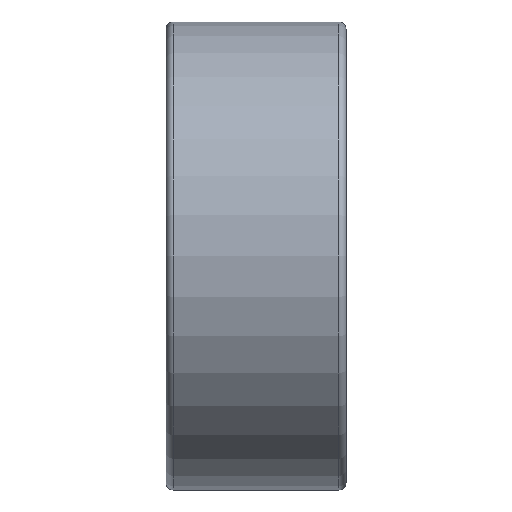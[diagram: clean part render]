
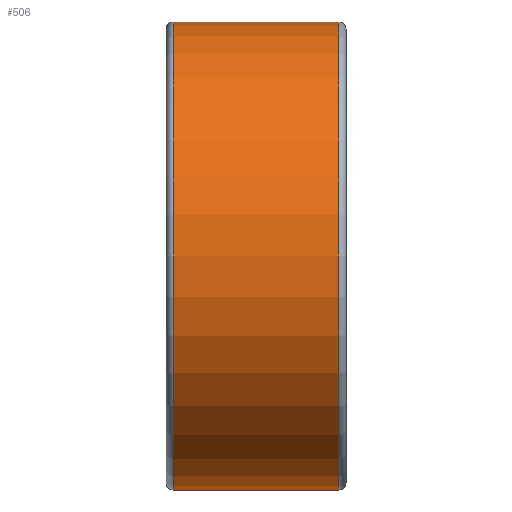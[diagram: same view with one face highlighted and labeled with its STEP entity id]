
A CAD part, front view. The second image highlights one B-rep face of the part: STEP entity #506.
In plain terms, the highlighted cylindrical face has radius 26 mm (diameter 52 mm), a full revolution.
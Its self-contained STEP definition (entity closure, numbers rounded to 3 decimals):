
#141=CYLINDRICAL_SURFACE('',#594,26.);
#153=LINE('',#930,#166);
#166=VECTOR('',#737,26.);
#197=FACE_OUTER_BOUND('',#229,.T.);
#229=EDGE_LOOP('',(#425,#426,#427,#428,#429,#430));
#267=CIRCLE('',#591,26.);
#268=CIRCLE('',#592,26.);
#270=CIRCLE('',#595,26.);
#271=CIRCLE('',#596,26.);
#305=VERTEX_POINT('',#921);
#306=VERTEX_POINT('',#922);
#307=VERTEX_POINT('',#927);
#308=VERTEX_POINT('',#928);
#347=EDGE_CURVE('',#305,#306,#267,.T.);
#348=EDGE_CURVE('',#306,#305,#268,.T.);
#350=EDGE_CURVE('',#307,#308,#270,.T.);
#351=EDGE_CURVE('',#307,#305,#153,.T.);
#352=EDGE_CURVE('',#308,#307,#271,.T.);
#425=ORIENTED_EDGE('',*,*,#350,.F.);
#426=ORIENTED_EDGE('',*,*,#351,.T.);
#427=ORIENTED_EDGE('',*,*,#347,.T.);
#428=ORIENTED_EDGE('',*,*,#348,.T.);
#429=ORIENTED_EDGE('',*,*,#351,.F.);
#430=ORIENTED_EDGE('',*,*,#352,.F.);
#506=ADVANCED_FACE('',(#197),#141,.T.);
#591=AXIS2_PLACEMENT_3D('',#923,#727,#728);
#592=AXIS2_PLACEMENT_3D('',#924,#729,#730);
#594=AXIS2_PLACEMENT_3D('',#926,#733,#734);
#595=AXIS2_PLACEMENT_3D('',#929,#735,#736);
#596=AXIS2_PLACEMENT_3D('',#931,#738,#739);
#727=DIRECTION('center_axis',(1.,0.,0.));
#728=DIRECTION('ref_axis',(0.,0.,-1.));
#729=DIRECTION('center_axis',(1.,0.,0.));
#730=DIRECTION('ref_axis',(0.,0.,-1.));
#733=DIRECTION('center_axis',(1.,0.,0.));
#734=DIRECTION('ref_axis',(0.,1.,0.));
#735=DIRECTION('center_axis',(1.,0.,0.));
#736=DIRECTION('ref_axis',(0.,0.,-1.));
#737=DIRECTION('',(-1.,0.,0.));
#738=DIRECTION('center_axis',(1.,0.,0.));
#739=DIRECTION('ref_axis',(0.,0.,-1.));
#921=CARTESIAN_POINT('',(0.8,-26.,0.));
#922=CARTESIAN_POINT('',(0.8,0.,26.));
#923=CARTESIAN_POINT('Origin',(0.8,0.,0.));
#924=CARTESIAN_POINT('Origin',(0.8,0.,0.));
#926=CARTESIAN_POINT('Origin',(10.,0.,0.));
#927=CARTESIAN_POINT('',(19.2,-26.,0.));
#928=CARTESIAN_POINT('',(19.2,0.,26.));
#929=CARTESIAN_POINT('Origin',(19.2,0.,0.));
#930=CARTESIAN_POINT('',(10.,-26.,0.));
#931=CARTESIAN_POINT('Origin',(19.2,0.,0.));
